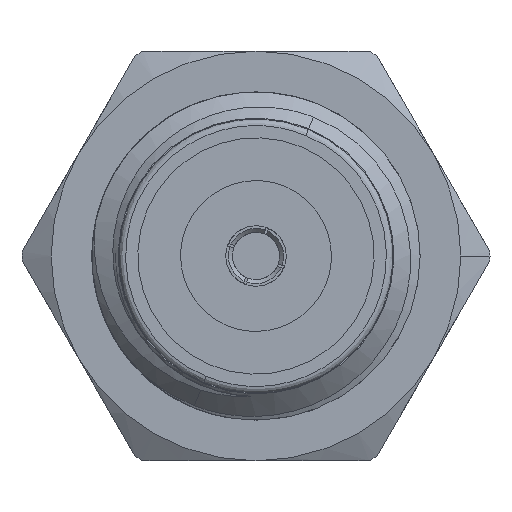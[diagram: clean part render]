
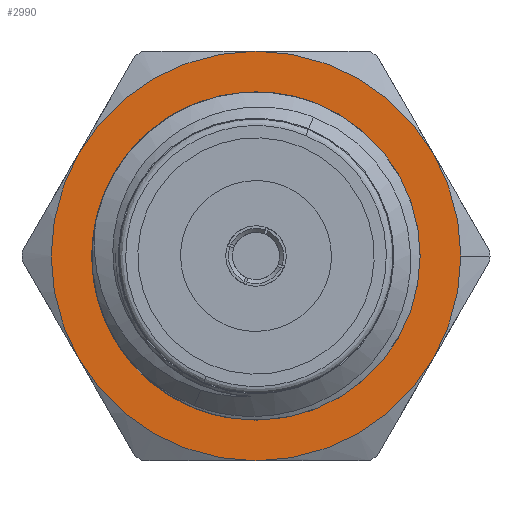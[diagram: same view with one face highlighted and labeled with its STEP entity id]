
A CAD part, left-side view. The second image highlights one B-rep face of the part: STEP entity #2990.
In plain terms, the highlighted planar face has unit normal (-1, 0, 0).
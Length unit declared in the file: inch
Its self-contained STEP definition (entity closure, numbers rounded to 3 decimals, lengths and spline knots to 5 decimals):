
#104 = AXIS2_PLACEMENT_3D ( 'NONE', #18354, #7239, #4184 ) ;
#595 = DIRECTION ( 'NONE',  ( -1., 0., 0. ) ) ;
#770 = EDGE_CURVE ( 'NONE', #13478, #17683, #2296, .T. ) ;
#933 = ORIENTED_EDGE ( 'NONE', *, *, #18355, .T. ) ;
#1158 = CIRCLE ( 'NONE', #104, 0.156 ) ;
#1226 = CARTESIAN_POINT ( 'NONE',  ( 0.47073, 0., 0. ) ) ;
#1634 = ORIENTED_EDGE ( 'NONE', *, *, #11072, .T. ) ;
#1877 = AXIS2_PLACEMENT_3D ( 'NONE', #1226, #5725, #20007 ) ;
#1987 = CARTESIAN_POINT ( 'NONE',  ( 0.47073, 0.125, 0. ) ) ;
#2185 = DIRECTION ( 'NONE',  ( 0., -1., 0. ) ) ;
#2296 = CIRCLE ( 'NONE', #10330, 0.156 ) ;
#2719 = ORIENTED_EDGE ( 'NONE', *, *, #14061, .T. ) ;
#2990 = ADVANCED_FACE ( 'NONE', ( #8509, #20229 ), #14310, .T. ) ;
#3045 = CIRCLE ( 'NONE', #1877, 0.156 ) ;
#3217 = ORIENTED_EDGE ( 'NONE', *, *, #15029, .T. ) ;
#3344 = DIRECTION ( 'NONE',  ( -1., 0., 0. ) ) ;
#3481 = DIRECTION ( 'NONE',  ( 0., 1., 0. ) ) ;
#3716 = ORIENTED_EDGE ( 'NONE', *, *, #770, .T. ) ;
#3864 = CIRCLE ( 'NONE', #10950, 0.156 ) ;
#3907 = CIRCLE ( 'NONE', #16283, 0.125 ) ;
#4019 = AXIS2_PLACEMENT_3D ( 'NONE', #20035, #9314, #20102 ) ;
#4184 = DIRECTION ( 'NONE',  ( 0., -1., 0. ) ) ;
#4575 = VERTEX_POINT ( 'NONE', #15954 ) ;
#4795 = EDGE_LOOP ( 'NONE', ( #12334, #1634 ) ) ;
#4953 = CARTESIAN_POINT ( 'NONE',  ( 0.47073, 0., 0. ) ) ;
#5423 = DIRECTION ( 'NONE',  ( -1., 0., 0. ) ) ;
#5451 = CIRCLE ( 'NONE', #15828, 0.156 ) ;
#5725 = DIRECTION ( 'NONE',  ( -1., 0., 0. ) ) ;
#6376 = ORIENTED_EDGE ( 'NONE', *, *, #19688, .T. ) ;
#6827 = CARTESIAN_POINT ( 'NONE',  ( 0.47073, 0., 0. ) ) ;
#6938 = VERTEX_POINT ( 'NONE', #8006 ) ;
#7101 = VERTEX_POINT ( 'NONE', #8148 ) ;
#7239 = DIRECTION ( 'NONE',  ( -1., 0., 0. ) ) ;
#7689 = DIRECTION ( 'NONE',  ( -1., 0., 0. ) ) ;
#7985 = DIRECTION ( 'NONE',  ( 1., 0., 0. ) ) ;
#8006 = CARTESIAN_POINT ( 'NONE',  ( 0.47073, -0.1351, -0.078 ) ) ;
#8129 = CARTESIAN_POINT ( 'NONE',  ( 0.47073, 0., 0. ) ) ;
#8148 = CARTESIAN_POINT ( 'NONE',  ( 0.47073, 0., 0.156 ) ) ;
#8369 = VERTEX_POINT ( 'NONE', #19510 ) ;
#8506 = CARTESIAN_POINT ( 'NONE',  ( 0.47073, 0.1351, 0.078 ) ) ;
#8509 = FACE_BOUND ( 'NONE', #4795, .T. ) ;
#9081 = CIRCLE ( 'NONE', #12640, 0.156 ) ;
#9314 = DIRECTION ( 'NONE',  ( 1., 0., 0. ) ) ;
#9834 = VERTEX_POINT ( 'NONE', #1987 ) ;
#9873 = EDGE_CURVE ( 'NONE', #17683, #18970, #10133, .T. ) ;
#10133 = CIRCLE ( 'NONE', #16403, 0.156 ) ;
#10330 = AXIS2_PLACEMENT_3D ( 'NONE', #4953, #11092, #11022 ) ;
#10570 = EDGE_CURVE ( 'NONE', #9834, #18517, #17735, .T. ) ;
#10950 = AXIS2_PLACEMENT_3D ( 'NONE', #6827, #11753, #19575 ) ;
#11022 = DIRECTION ( 'NONE',  ( 0., -1., 0. ) ) ;
#11072 = EDGE_CURVE ( 'NONE', #18517, #9834, #3907, .T. ) ;
#11092 = DIRECTION ( 'NONE',  ( -1., 0., 0. ) ) ;
#11753 = DIRECTION ( 'NONE',  ( -1., 0., 0. ) ) ;
#11853 = CARTESIAN_POINT ( 'NONE',  ( 0.47073, 0.1351, -0.078 ) ) ;
#12334 = ORIENTED_EDGE ( 'NONE', *, *, #10570, .T. ) ;
#12640 = AXIS2_PLACEMENT_3D ( 'NONE', #17085, #7689, #18647 ) ;
#12808 = CARTESIAN_POINT ( 'NONE',  ( 0.47073, 0.125, 0. ) ) ;
#12914 = EDGE_CURVE ( 'NONE', #18970, #6938, #3864, .T. ) ;
#13338 = CARTESIAN_POINT ( 'NONE',  ( 0.47073, 0., 0. ) ) ;
#13478 = VERTEX_POINT ( 'NONE', #8506 ) ;
#13517 = CARTESIAN_POINT ( 'NONE',  ( 0.47073, 0., 0. ) ) ;
#14061 = EDGE_CURVE ( 'NONE', #6938, #8369, #9081, .T. ) ;
#14310 = PLANE ( 'NONE',  #14927 ) ;
#14927 = AXIS2_PLACEMENT_3D ( 'NONE', #12808, #3344, #16413 ) ;
#15029 = EDGE_CURVE ( 'NONE', #8369, #4575, #1158, .T. ) ;
#15131 = EDGE_LOOP ( 'NONE', ( #2719, #3217, #933, #6376, #3716, #15788, #15211 ) ) ;
#15211 = ORIENTED_EDGE ( 'NONE', *, *, #12914, .T. ) ;
#15788 = ORIENTED_EDGE ( 'NONE', *, *, #9873, .T. ) ;
#15828 = AXIS2_PLACEMENT_3D ( 'NONE', #13517, #5423, #18051 ) ;
#15954 = CARTESIAN_POINT ( 'NONE',  ( 0.47073, -0.1351, 0.078 ) ) ;
#16199 = CARTESIAN_POINT ( 'NONE',  ( 0.47073, 0., -0.156 ) ) ;
#16283 = AXIS2_PLACEMENT_3D ( 'NONE', #8129, #7985, #3481 ) ;
#16403 = AXIS2_PLACEMENT_3D ( 'NONE', #13338, #595, #2185 ) ;
#16413 = DIRECTION ( 'NONE',  ( 0., -1., 0. ) ) ;
#17085 = CARTESIAN_POINT ( 'NONE',  ( 0.47073, 0., 0. ) ) ;
#17683 = VERTEX_POINT ( 'NONE', #11853 ) ;
#17735 = CIRCLE ( 'NONE', #4019, 0.125 ) ;
#18051 = DIRECTION ( 'NONE',  ( 0., -1., 0. ) ) ;
#18354 = CARTESIAN_POINT ( 'NONE',  ( 0.47073, 0., 0. ) ) ;
#18355 = EDGE_CURVE ( 'NONE', #4575, #7101, #3045, .T. ) ;
#18517 = VERTEX_POINT ( 'NONE', #18710 ) ;
#18647 = DIRECTION ( 'NONE',  ( 0., -1., 0. ) ) ;
#18710 = CARTESIAN_POINT ( 'NONE',  ( 0.47073, -0.125, 0. ) ) ;
#18970 = VERTEX_POINT ( 'NONE', #16199 ) ;
#19510 = CARTESIAN_POINT ( 'NONE',  ( 0.47073, -0.156, 0. ) ) ;
#19575 = DIRECTION ( 'NONE',  ( 0., -1., 0. ) ) ;
#19688 = EDGE_CURVE ( 'NONE', #7101, #13478, #5451, .T. ) ;
#20007 = DIRECTION ( 'NONE',  ( 0., -1., 0. ) ) ;
#20035 = CARTESIAN_POINT ( 'NONE',  ( 0.47073, 0., 0. ) ) ;
#20102 = DIRECTION ( 'NONE',  ( 0., 1., 0. ) ) ;
#20229 = FACE_OUTER_BOUND ( 'NONE', #15131, .T. ) ;
